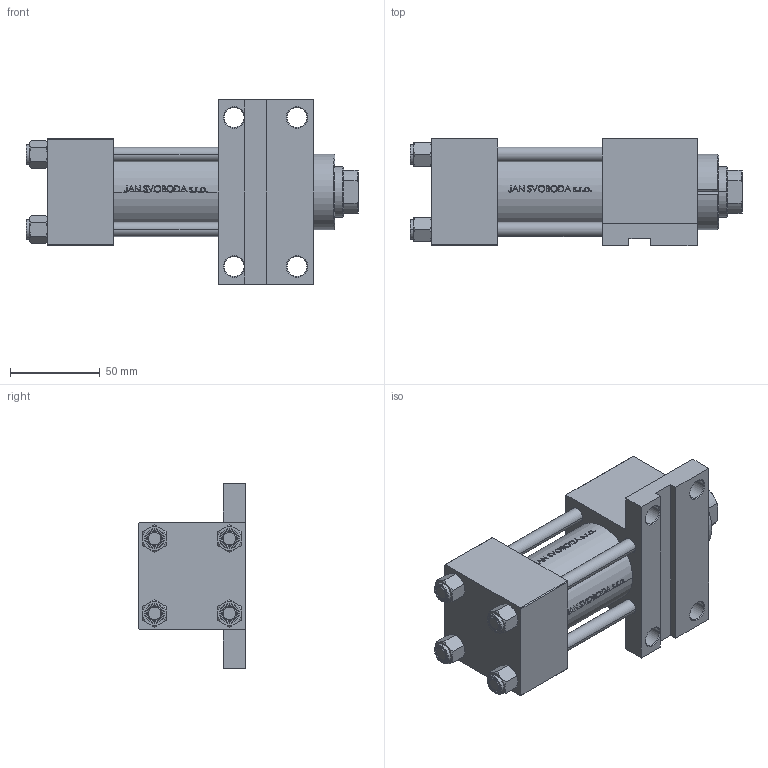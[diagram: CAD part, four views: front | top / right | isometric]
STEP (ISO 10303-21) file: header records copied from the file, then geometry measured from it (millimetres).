
FILE_DESCRIPTION (( 'STEP AP203' ), '1' );
FILE_NAME ('e489.STEP', '2022-04-14T15:38:19', ( '' ), ( '' ), 'SwSTEP 2.0', 'SolidWorks 2019', '' );
FILE_SCHEMA (( 'CONFIG_CONTROL_DESIGN' ));
Length unit declared in the file: millimetre
Products named in the file (6): V215CR_F_Body ba5a42435dc67d666b9cfac7c5ebf0d0; V215CR_F_TYCINKA ba5a42435dc67d666b9cfac7c5ebf0d0; V215_VC_A ba5a42435dc67d666b9cfac7c5ebf0d0; e489; V215CR_VCP_F ba5a42435dc67d666b9cfac7c5ebf0d0; NUT_M5_F ba5a42435dc67d666b9cfac7c5ebf0d0
Assembly tree (11 placements, depth 2):
  e489
    V215CR_F_Body ba5a42435dc67d666b9cfac7c5ebf0d0
    V215CR_VCP_F ba5a42435dc67d666b9cfac7c5ebf0d0
    V215CR_F_TYCINKA ba5a42435dc67d666b9cfac7c5ebf0d0  x4
    NUT_M5_F ba5a42435dc67d666b9cfac7c5ebf0d0  x4
    V215_VC_A ba5a42435dc67d666b9cfac7c5ebf0d0
Bounding box: 185 x 60 x 103 mm (x, y, z)
Volume: 444574.2 mm3; surface area: 117966.8 mm2
Topology: 11 solids, 11 shells, 1115 faces, 2820 edges, 1809 vertices
Faces by surface type: plane 438, bspline 380, cone 152, cylinder 137, torus 8
Entity records: 48280 total; most frequent: CARTESIAN_POINT 26027, ORIENTED_EDGE 5132, DIRECTION 3194, EDGE_CURVE 2566, VERTEX_POINT 1665, VECTOR 1322, LINE 1322, EDGE_LOOP 1097
